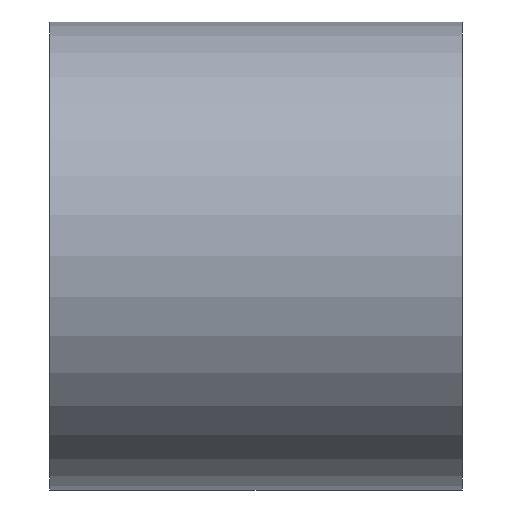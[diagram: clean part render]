
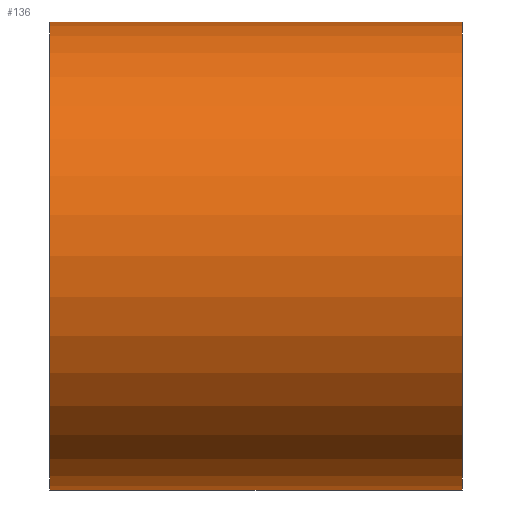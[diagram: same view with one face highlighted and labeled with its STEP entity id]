
A CAD part, left-side view. The second image highlights one B-rep face of the part: STEP entity #136.
In plain terms, the highlighted cylindrical face has radius 8.5 mm (diameter 17 mm), a partial arc.
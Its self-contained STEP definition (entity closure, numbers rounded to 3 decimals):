
#8 = LINE ( 'NONE', #173, #145 ) ;
#10 = FACE_OUTER_BOUND ( 'NONE', #44, .T. ) ;
#15 = EDGE_CURVE ( 'NONE', #121, #120, #22, .T. ) ;
#17 = LINE ( 'NONE', #190, #72 ) ;
#19 = VERTEX_POINT ( 'NONE', #109 ) ;
#22 = CIRCLE ( 'NONE', #164, 8.5 ) ;
#28 = DIRECTION ( 'NONE',  ( 0., 1., 0. ) ) ;
#35 = ORIENTED_EDGE ( 'NONE', *, *, #15, .T. ) ;
#38 = CARTESIAN_POINT ( 'NONE',  ( 0., 15., -8.5 ) ) ;
#44 = EDGE_LOOP ( 'NONE', ( #202, #101, #135, #35 ) ) ;
#51 = DIRECTION ( 'NONE',  ( 0., 0., 1. ) ) ;
#54 = CIRCLE ( 'NONE', #183, 8.5 ) ;
#61 = CARTESIAN_POINT ( 'NONE',  ( 0., 0., 8.5 ) ) ;
#64 = DIRECTION ( 'NONE',  ( 0., -1., 0. ) ) ;
#72 = VECTOR ( 'NONE', #64, 1000. ) ;
#79 = EDGE_CURVE ( 'NONE', #100, #121, #17, .T. ) ;
#90 = DIRECTION ( 'NONE',  ( 0., -1., 0. ) ) ;
#97 = DIRECTION ( 'NONE',  ( 0., 0., 1. ) ) ;
#100 = VERTEX_POINT ( 'NONE', #38 ) ;
#101 = ORIENTED_EDGE ( 'NONE', *, *, #211, .F. ) ;
#109 = CARTESIAN_POINT ( 'NONE',  ( 0., 15., 8.5 ) ) ;
#110 = DIRECTION ( 'NONE',  ( 0., 0., -1. ) ) ;
#112 = CYLINDRICAL_SURFACE ( 'NONE', #203, 8.5 ) ;
#115 = CARTESIAN_POINT ( 'NONE',  ( 0., 15., 0. ) ) ;
#120 = VERTEX_POINT ( 'NONE', #61 ) ;
#121 = VERTEX_POINT ( 'NONE', #144 ) ;
#129 = DIRECTION ( 'NONE',  ( 0., -1., 0. ) ) ;
#134 = CARTESIAN_POINT ( 'NONE',  ( 0., 0., 0. ) ) ;
#135 = ORIENTED_EDGE ( 'NONE', *, *, #79, .T. ) ;
#136 = ADVANCED_FACE ( 'NONE', ( #10 ), #112, .T. ) ;
#144 = CARTESIAN_POINT ( 'NONE',  ( 0., 0., -8.5 ) ) ;
#145 = VECTOR ( 'NONE', #90, 1000. ) ;
#153 = EDGE_CURVE ( 'NONE', #19, #120, #8, .T. ) ;
#164 = AXIS2_PLACEMENT_3D ( 'NONE', #134, #167, #51 ) ;
#167 = DIRECTION ( 'NONE',  ( 0., 1., 0. ) ) ;
#173 = CARTESIAN_POINT ( 'NONE',  ( 0., 15., 8.5 ) ) ;
#183 = AXIS2_PLACEMENT_3D ( 'NONE', #115, #28, #97 ) ;
#190 = CARTESIAN_POINT ( 'NONE',  ( 0., 15., -8.5 ) ) ;
#195 = CARTESIAN_POINT ( 'NONE',  ( 0., 15., 0. ) ) ;
#202 = ORIENTED_EDGE ( 'NONE', *, *, #153, .F. ) ;
#203 = AXIS2_PLACEMENT_3D ( 'NONE', #195, #129, #110 ) ;
#211 = EDGE_CURVE ( 'NONE', #100, #19, #54, .T. ) ;
